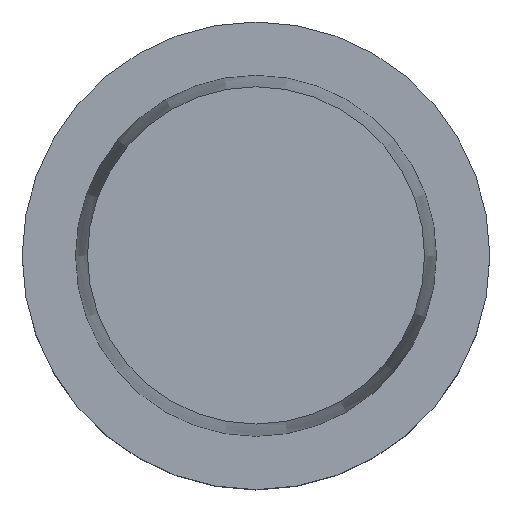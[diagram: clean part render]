
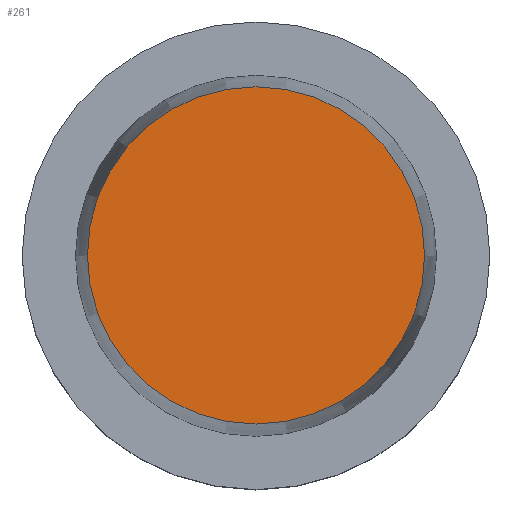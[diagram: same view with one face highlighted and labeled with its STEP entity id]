
A CAD part, top view. The second image highlights one B-rep face of the part: STEP entity #261.
In plain terms, the highlighted planar face has unit normal (0, 0, 1).
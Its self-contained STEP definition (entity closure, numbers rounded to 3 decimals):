
#261=ADVANCED_FACE('CU_CO_N1_SU_3',(#409),#340,.F.);
#340=PLANE('',#1953);
#409=FACE_OUTER_BOUND('',#500,.T.);
#500=EDGE_LOOP('',(#835));
#593=CIRCLE('',#1952,22.712);
#835=ORIENTED_EDGE('',*,*,#1402,.F.);
#1199=VERTEX_POINT('',#2994);
#1402=EDGE_CURVE('',#1199,#1199,#593,.T.);
#1952=AXIS2_PLACEMENT_3D('',#2993,#2309,#2310);
#1953=AXIS2_PLACEMENT_3D('',#2995,#2311,#2312);
#2309=DIRECTION('',(0.,0.,-1.));
#2310=DIRECTION('',(-1.,0.,0.));
#2311=DIRECTION('',(0.,0.,-1.));
#2312=DIRECTION('',(-1.,0.,0.));
#2993=CARTESIAN_POINT('',(0.,0.,32.));
#2994=CARTESIAN_POINT('',(-22.712,0.,32.));
#2995=CARTESIAN_POINT('',(0.,0.,32.));
